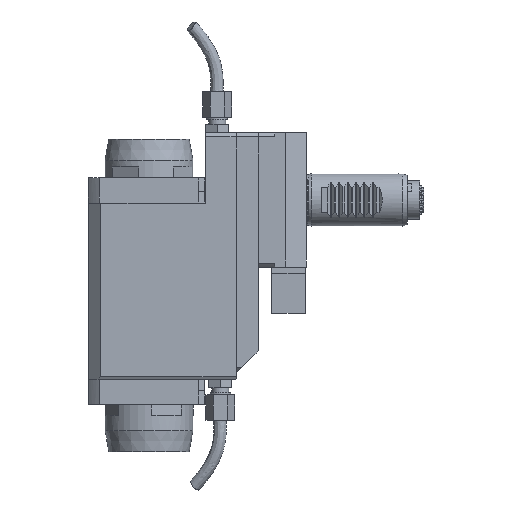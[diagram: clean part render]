
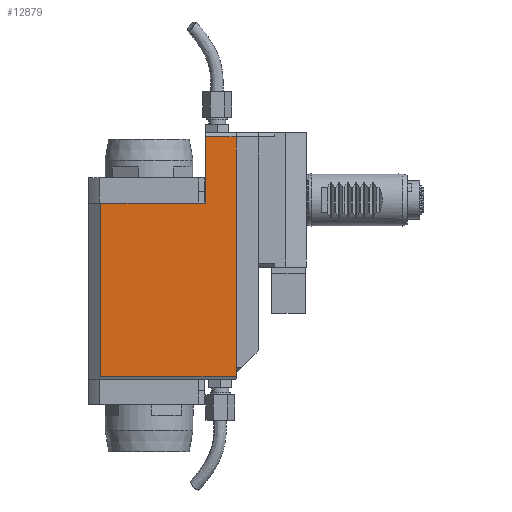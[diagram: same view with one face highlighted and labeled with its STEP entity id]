
A CAD part, left-side view. The second image highlights one B-rep face of the part: STEP entity #12879.
In plain terms, the highlighted planar face has unit normal (-1, 0, 0).
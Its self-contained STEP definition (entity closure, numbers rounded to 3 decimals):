
#183 = CARTESIAN_POINT ( 'NONE',  ( -32., 52., -84.201 ) ) ;
#786 = ORIENTED_EDGE ( 'NONE', *, *, #26423, .F. ) ;
#823 = ORIENTED_EDGE ( 'NONE', *, *, #21583, .T. ) ;
#2909 = CARTESIAN_POINT ( 'NONE',  ( -32., 25., 30. ) ) ;
#3572 = PLANE ( 'NONE',  #15279 ) ;
#3917 = EDGE_CURVE ( 'NONE', #24436, #28300, #8061, .T. ) ;
#4113 = CARTESIAN_POINT ( 'NONE',  ( -32., 52., 0. ) ) ;
#5056 = ORIENTED_EDGE ( 'NONE', *, *, #21386, .T. ) ;
#5695 = LINE ( 'NONE', #183, #9764 ) ;
#5990 = VECTOR ( 'NONE', #33017, 1000. ) ;
#6029 = CARTESIAN_POINT ( 'NONE',  ( -32., 75., -1.5 ) ) ;
#7291 = CARTESIAN_POINT ( 'NONE',  ( -32., 10.5, -74. ) ) ;
#7713 = VERTEX_POINT ( 'NONE', #29958 ) ;
#7735 = VECTOR ( 'NONE', #14946, 1000. ) ;
#8061 = LINE ( 'NONE', #19193, #29471 ) ;
#8279 = EDGE_LOOP ( 'NONE', ( #5056, #10940, #14352, #786, #823, #14994, #13316 ) ) ;
#8582 = DIRECTION ( 'NONE',  ( 0., -1., 0. ) ) ;
#9764 = VECTOR ( 'NONE', #19176, 1000. ) ;
#10940 = ORIENTED_EDGE ( 'NONE', *, *, #27085, .T. ) ;
#12879 = ADVANCED_FACE ( 'Defeature completata1_346', ( #25059 ), #3572, .F. ) ;
#13316 = ORIENTED_EDGE ( 'NONE', *, *, #3917, .F. ) ;
#13680 = LINE ( 'NONE', #22500, #5990 ) ;
#14263 = VECTOR ( 'NONE', #18094, 1000. ) ;
#14352 = ORIENTED_EDGE ( 'NONE', *, *, #24376, .F. ) ;
#14946 = DIRECTION ( 'NONE',  ( 0., 0., -1. ) ) ;
#14994 = ORIENTED_EDGE ( 'NONE', *, *, #24328, .F. ) ;
#15279 = AXIS2_PLACEMENT_3D ( 'NONE', #4113, #28434, #30774 ) ;
#15292 = CARTESIAN_POINT ( 'NONE',  ( -32., 75., 0. ) ) ;
#17924 = LINE ( 'NONE', #7291, #14263 ) ;
#17947 = CARTESIAN_POINT ( 'NONE',  ( -32., 10.5, 30. ) ) ;
#18094 = DIRECTION ( 'NONE',  ( 0., 0., -1. ) ) ;
#18516 = VERTEX_POINT ( 'NONE', #17947 ) ;
#18632 = DIRECTION ( 'NONE',  ( 0., 0., 1. ) ) ;
#19176 = DIRECTION ( 'NONE',  ( 0., -1., 0. ) ) ;
#19193 = CARTESIAN_POINT ( 'NONE',  ( -32., 81., -1.5 ) ) ;
#19841 = CARTESIAN_POINT ( 'NONE',  ( -32., 10.5, -74. ) ) ;
#20077 = CARTESIAN_POINT ( 'NONE',  ( -32., 10.5, -84.201 ) ) ;
#20184 = CARTESIAN_POINT ( 'NONE',  ( -32., 25., -1.5 ) ) ;
#20940 = LINE ( 'NONE', #15292, #7735 ) ;
#21386 = EDGE_CURVE ( 'NONE', #24436, #25323, #20940, .T. ) ;
#21583 = EDGE_CURVE ( 'NONE', #18516, #25115, #13680, .T. ) ;
#22500 = CARTESIAN_POINT ( 'NONE',  ( -32., 52., 30. ) ) ;
#22564 = VECTOR ( 'NONE', #30359, 1000. ) ;
#24328 = EDGE_CURVE ( 'NONE', #28300, #25115, #27146, .T. ) ;
#24376 = EDGE_CURVE ( 'NONE', #7713, #30733, #24993, .T. ) ;
#24436 = VERTEX_POINT ( 'NONE', #6029 ) ;
#24993 = LINE ( 'NONE', #19841, #22564 ) ;
#25059 = FACE_OUTER_BOUND ( 'NONE', #8279, .T. ) ;
#25115 = VERTEX_POINT ( 'NONE', #2909 ) ;
#25323 = VERTEX_POINT ( 'NONE', #34875 ) ;
#26423 = EDGE_CURVE ( 'NONE', #18516, #7713, #17924, .T. ) ;
#27085 = EDGE_CURVE ( 'NONE', #25323, #30733, #5695, .T. ) ;
#27146 = LINE ( 'NONE', #31676, #31129 ) ;
#28300 = VERTEX_POINT ( 'NONE', #20184 ) ;
#28434 = DIRECTION ( 'NONE',  ( 1., 0., 0. ) ) ;
#29471 = VECTOR ( 'NONE', #8582, 1000. ) ;
#29958 = CARTESIAN_POINT ( 'NONE',  ( -32., 10.5, -80. ) ) ;
#30359 = DIRECTION ( 'NONE',  ( 0., 0., -1. ) ) ;
#30733 = VERTEX_POINT ( 'NONE', #20077 ) ;
#30774 = DIRECTION ( 'NONE',  ( 0., 0., -1. ) ) ;
#31129 = VECTOR ( 'NONE', #18632, 1000. ) ;
#31676 = CARTESIAN_POINT ( 'NONE',  ( -32., 25., -1.5 ) ) ;
#33017 = DIRECTION ( 'NONE',  ( 0., 1., 0. ) ) ;
#34875 = CARTESIAN_POINT ( 'NONE',  ( -32., 75., -84.201 ) ) ;
